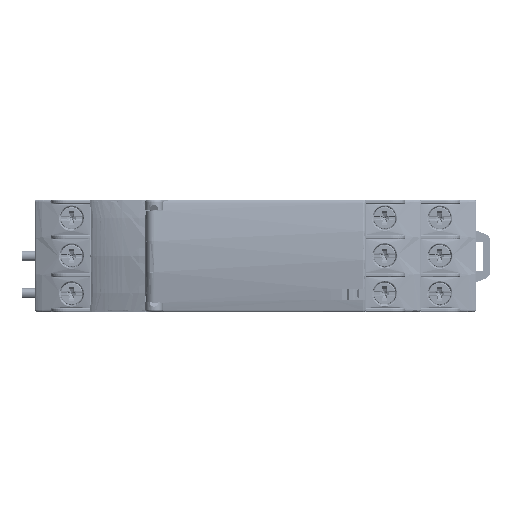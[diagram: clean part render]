
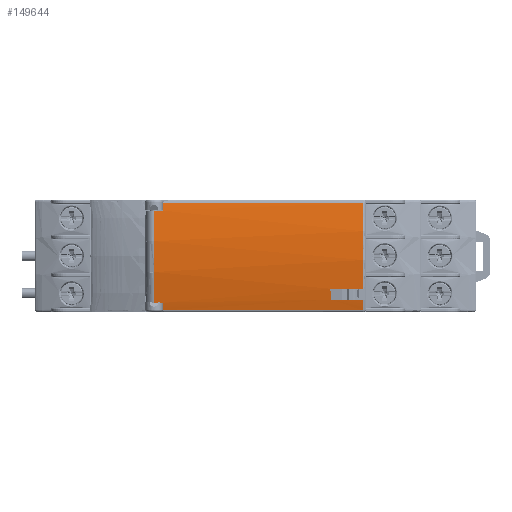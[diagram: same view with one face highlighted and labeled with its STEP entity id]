
A CAD part, left-side view. The second image highlights one B-rep face of the part: STEP entity #149644.
In plain terms, the highlighted cylindrical face has radius 50.197 mm (diameter 100.394 mm), a partial arc.
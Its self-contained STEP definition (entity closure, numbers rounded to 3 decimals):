
#146398=CARTESIAN_POINT('',(-6.55,-21.875,6.071));
#146424=DIRECTION('',(0.,-1.,0.));
#146425=VECTOR('',#146424,6.602);
#146426=CARTESIAN_POINT('',(-6.55,-15.273,6.071));
#146427=LINE('',#146426,#146425);
#147112=DIRECTION('',(0.,-1.,0.));
#147113=VECTOR('',#147112,1.8);
#147114=CARTESIAN_POINT('',(-9.375,20.575,5.617));
#147115=LINE('',#147114,#147113);
#147354=CARTESIAN_POINT('',(9.375,20.575,5.617));
#147409=DIRECTION('',(0.,1.,0.));
#147410=VECTOR('',#147409,1.8);
#147411=CARTESIAN_POINT('',(9.375,18.775,5.617));
#147412=LINE('',#147411,#147410);
#147507=CARTESIAN_POINT('',(10.451,18.775,5.4));
#147508=CARTESIAN_POINT('',(10.621,18.765,
5.364));
#147509=CARTESIAN_POINT('',(10.79,18.755,
5.327));
#147510=CARTESIAN_POINT('',(10.959,18.745,
5.289));
#147552=CARTESIAN_POINT('',(0.,20.575,-43.697));
#147553=DIRECTION('',(0.,-1.,0.));
#147554=DIRECTION('',(0.187,0.,0.982));
#147555=AXIS2_PLACEMENT_3D('',#147552,#147553,#147554);
#147560=DIRECTION('',(0.,-1.,0.));
#147561=VECTOR('',#147560,40.62);
#147562=CARTESIAN_POINT('',(10.959,18.745,
5.289));
#147563=LINE('',#147562,#147561);
#147567=CARTESIAN_POINT('',(0.,-21.875,-43.697));
#147568=DIRECTION('',(0.,1.,0.));
#147569=DIRECTION('',(-0.13,0.,0.991));
#147570=AXIS2_PLACEMENT_3D('',#147567,#147568,#147569);
#147575=CARTESIAN_POINT('',(0.,-21.875,-43.697));
#147576=DIRECTION('',(0.,-1.,0.));
#147577=DIRECTION('',(-0.174,0.,0.985));
#147578=AXIS2_PLACEMENT_3D('',#147575,#147576,#147577);
#147583=DIRECTION('',(0.,1.,0.));
#147584=VECTOR('',#147583,40.62);
#147585=CARTESIAN_POINT('',(-10.959,-21.875,5.289));
#147586=LINE('',#147585,#147584);
#147590=CARTESIAN_POINT('',(0.,18.775,-43.697));
#147591=DIRECTION('',(0.,1.,0.));
#147592=DIRECTION('',(0.187,0.,0.982));
#147593=AXIS2_PLACEMENT_3D('',#147590,#147591,#147592);
#147605=CARTESIAN_POINT('',(-6.55,-15.273,6.071));
#147606=CARTESIAN_POINT('',(-7.287,-15.329,
5.974));
#147607=CARTESIAN_POINT('',(-8.02,-15.394,
5.861));
#147608=CARTESIAN_POINT('',(-8.75,-15.469,5.731));
#147726=DIRECTION('',(0.,-1.,0.));
#147727=VECTOR('',#147726,6.406);
#147728=CARTESIAN_POINT('',(-8.75,-15.469,5.731));
#147729=LINE('',#147728,#147727);
#147815=CARTESIAN_POINT('',(-10.451,18.775,5.4));
#147816=CARTESIAN_POINT('',(-10.621,18.765,
5.364));
#147817=CARTESIAN_POINT('',(-10.79,18.755,
5.327));
#147818=CARTESIAN_POINT('',(-10.959,18.745,
5.289));
#147823=CARTESIAN_POINT('',(0.,18.775,-43.697));
#147824=DIRECTION('',(0.,-1.,0.));
#147825=DIRECTION('',(-0.187,0.,0.982));
#147826=AXIS2_PLACEMENT_3D('',#147823,#147824,#147825);
#148171=CARTESIAN_POINT('',(9.375,18.775,5.617));
#148172=CARTESIAN_POINT('',(10.451,18.775,5.4));
#148173=VERTEX_POINT('',#148171);
#148174=VERTEX_POINT('',#148172);
#148175=CARTESIAN_POINT('',(-9.375,18.775,5.617));
#148176=CARTESIAN_POINT('',(-10.451,18.775,5.4));
#148177=VERTEX_POINT('',#148175);
#148178=VERTEX_POINT('',#148176);
#148231=VERTEX_POINT('',#147354);
#148232=CARTESIAN_POINT('',(-9.375,20.575,5.617));
#148233=VERTEX_POINT('',#148232);
#148238=VERTEX_POINT('',#146398);
#148239=CARTESIAN_POINT('',(10.959,-21.875,5.289));
#148240=VERTEX_POINT('',#148239);
#148241=CARTESIAN_POINT('',(-6.55,-15.273,6.071));
#148242=VERTEX_POINT('',#148241);
#148267=CARTESIAN_POINT('',(10.959,18.745,
5.289));
#148268=VERTEX_POINT('',#148267);
#148269=CARTESIAN_POINT('',(-10.959,-21.875,5.289));
#148270=CARTESIAN_POINT('',(-10.959,18.745,
5.289));
#148271=VERTEX_POINT('',#148269);
#148272=VERTEX_POINT('',#148270);
#148343=CARTESIAN_POINT('',(-8.75,-21.875,5.731));
#148344=VERTEX_POINT('',#148343);
#148346=CARTESIAN_POINT('',(-8.75,-15.469,5.731));
#148347=VERTEX_POINT('',#148346);
#149616=CARTESIAN_POINT('',(0.,22.375,-43.697));
#149617=DIRECTION('',(0.,1.,0.));
#149618=DIRECTION('',(1.,0.,0.));
#149619=AXIS2_PLACEMENT_3D('',#149616,#149617,#149618);
#149620=CYLINDRICAL_SURFACE('',#149619,50.197);
#149621=ORIENTED_EDGE('',*,*,#149183,.F.);
#149622=ORIENTED_EDGE('',*,*,#149332,.F.);
#149624=ORIENTED_EDGE('',*,*,#149623,.T.);
#149625=ORIENTED_EDGE('',*,*,#149518,.T.);
#149626=ORIENTED_EDGE('',*,*,#149545,.T.);
#149627=ORIENTED_EDGE('',*,*,#148448,.F.);
#149628=ORIENTED_EDGE('',*,*,#148481,.F.);
#149630=ORIENTED_EDGE('',*,*,#149629,.T.);
#149632=ORIENTED_EDGE('',*,*,#149631,.T.);
#149634=ORIENTED_EDGE('',*,*,#149633,.T.);
#149636=ORIENTED_EDGE('',*,*,#149635,.T.);
#149638=ORIENTED_EDGE('',*,*,#149637,.F.);
#149640=ORIENTED_EDGE('',*,*,#149639,.F.);
#149641=ORIENTED_EDGE('',*,*,#149060,.F.);
#149642=EDGE_LOOP('',(#149621,#149622,#149624,#149625,#149626,#149627,#149628,
#149630,#149632,#149634,#149636,#149638,#149640,#149641));
#149643=FACE_OUTER_BOUND('',#149642,.F.);
#147511=B_SPLINE_CURVE_WITH_KNOTS('',3,(#147507,#147508,#147509,#147510),
.UNSPECIFIED.,.F.,.F.,(4,4),(0.,1.),.UNSPECIFIED.);
#147556=CIRCLE('',#147555,50.197);
#147571=CIRCLE('',#147570,50.197);
#147579=CIRCLE('',#147578,50.197);
#147594=CIRCLE('',#147593,50.197);
#147609=B_SPLINE_CURVE_WITH_KNOTS('',3,(#147605,#147606,#147607,#147608),
.UNSPECIFIED.,.F.,.F.,(4,4),(0.,1.),.UNSPECIFIED.);
#147819=B_SPLINE_CURVE_WITH_KNOTS('',3,(#147815,#147816,#147817,#147818),
.UNSPECIFIED.,.F.,.F.,(4,4),(0.,1.),.UNSPECIFIED.);
#147827=CIRCLE('',#147826,50.197);
#148448=EDGE_CURVE('',#148238,#148240,#147571,.T.);
#148481=EDGE_CURVE('',#148242,#148238,#146427,.T.);
#149060=EDGE_CURVE('',#148233,#148177,#147115,.T.);
#149183=EDGE_CURVE('',#148231,#148233,#147556,.T.);
#149332=EDGE_CURVE('',#148173,#148231,#147412,.T.);
#149518=EDGE_CURVE('',#148174,#148268,#147511,.T.);
#149545=EDGE_CURVE('',#148268,#148240,#147563,.T.);
#149623=EDGE_CURVE('',#148173,#148174,#147594,.T.);
#149629=EDGE_CURVE('',#148242,#148347,#147609,.T.);
#149631=EDGE_CURVE('',#148347,#148344,#147729,.T.);
#149633=EDGE_CURVE('',#148344,#148271,#147579,.T.);
#149635=EDGE_CURVE('',#148271,#148272,#147586,.T.);
#149637=EDGE_CURVE('',#148178,#148272,#147819,.T.);
#149639=EDGE_CURVE('',#148177,#148178,#147827,.T.);
#149644=ADVANCED_FACE('',(#149643),#149620,.T.);
